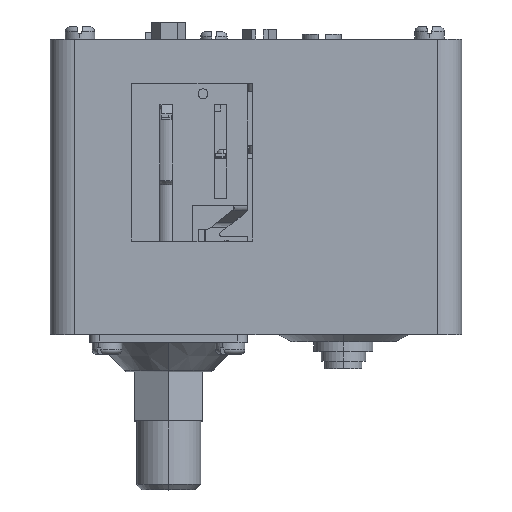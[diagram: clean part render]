
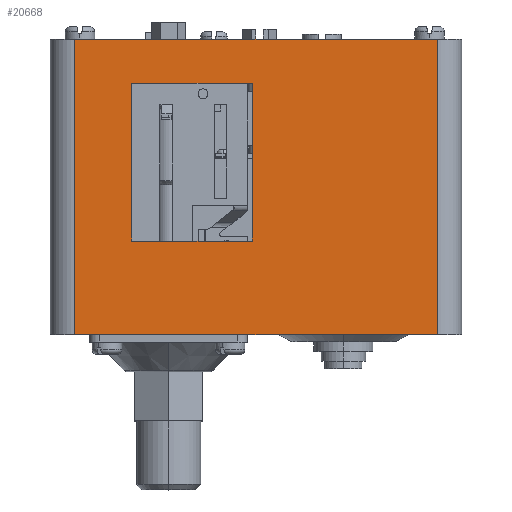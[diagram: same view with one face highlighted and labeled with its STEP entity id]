
A CAD part, top view. The second image highlights one B-rep face of the part: STEP entity #20668.
In plain terms, the highlighted face is planar.
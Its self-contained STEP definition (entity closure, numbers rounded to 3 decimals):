
#215 = CARTESIAN_POINT ( 'NONE',  ( 25.25, -11., 0. ) ) ;
#1036 = PLANE ( 'NONE',  #24936 ) ;
#1187 = CARTESIAN_POINT ( 'NONE',  ( 0.75, 21., 0. ) ) ;
#1560 = VECTOR ( 'NONE', #5990, 1000. ) ;
#2275 = DIRECTION ( 'NONE',  ( 0., -1., 0. ) ) ;
#2977 = ORIENTED_EDGE ( 'NONE', *, *, #11294, .F. ) ;
#2990 = EDGE_LOOP ( 'NONE', ( #20739, #15838, #24434, #6398 ) ) ;
#3013 = CARTESIAN_POINT ( 'NONE',  ( 25.25, -11., 0. ) ) ;
#3033 = VERTEX_POINT ( 'NONE', #19894 ) ;
#3359 = DIRECTION ( 'NONE',  ( -1., 0., 0. ) ) ;
#3835 = CARTESIAN_POINT ( 'NONE',  ( 36.75, -30., 0. ) ) ;
#4409 = VECTOR ( 'NONE', #10627, 1000. ) ;
#4711 = EDGE_CURVE ( 'NONE', #3033, #12978, #18786, .T. ) ;
#5253 = CARTESIAN_POINT ( 'NONE',  ( -36.75, 30., 0. ) ) ;
#5835 = LINE ( 'NONE', #15575, #4409 ) ;
#5990 = DIRECTION ( 'NONE',  ( -1., 0., 0. ) ) ;
#6398 = ORIENTED_EDGE ( 'NONE', *, *, #10076, .T. ) ;
#6674 = ORIENTED_EDGE ( 'NONE', *, *, #18929, .F. ) ;
#7400 = EDGE_CURVE ( 'NONE', #7890, #3033, #16240, .T. ) ;
#7762 = ORIENTED_EDGE ( 'NONE', *, *, #21542, .T. ) ;
#7769 = VERTEX_POINT ( 'NONE', #5253 ) ;
#7890 = VERTEX_POINT ( 'NONE', #1187 ) ;
#8731 = DIRECTION ( 'NONE',  ( 0., 1., 0. ) ) ;
#9059 = DIRECTION ( 'NONE',  ( 1., 0., 0. ) ) ;
#9598 = VERTEX_POINT ( 'NONE', #23100 ) ;
#10076 = EDGE_CURVE ( 'NONE', #9598, #7890, #19345, .T. ) ;
#10313 = VERTEX_POINT ( 'NONE', #17500 ) ;
#10616 = VECTOR ( 'NONE', #22624, 1000. ) ;
#10627 = DIRECTION ( 'NONE',  ( 1., 0., 0. ) ) ;
#11294 = EDGE_CURVE ( 'NONE', #10313, #7769, #18189, .T. ) ;
#11848 = ORIENTED_EDGE ( 'NONE', *, *, #29086, .T. ) ;
#12055 = VERTEX_POINT ( 'NONE', #3835 ) ;
#12362 = FACE_OUTER_BOUND ( 'NONE', #16540, .T. ) ;
#12659 = CARTESIAN_POINT ( 'NONE',  ( 41.75, 30., 0. ) ) ;
#12671 = VECTOR ( 'NONE', #9059, 1000. ) ;
#12760 = CARTESIAN_POINT ( 'NONE',  ( 0.75, -11., 0. ) ) ;
#12978 = VERTEX_POINT ( 'NONE', #215 ) ;
#14053 = CARTESIAN_POINT ( 'NONE',  ( 0.75, 21., 0. ) ) ;
#14175 = CARTESIAN_POINT ( 'NONE',  ( -36.75, 30., 0. ) ) ;
#15575 = CARTESIAN_POINT ( 'NONE',  ( -41.75, -30., 0. ) ) ;
#15838 = ORIENTED_EDGE ( 'NONE', *, *, #4711, .T. ) ;
#16240 = LINE ( 'NONE', #24703, #21631 ) ;
#16269 = EDGE_CURVE ( 'NONE', #12978, #9598, #18517, .T. ) ;
#16459 = DIRECTION ( 'NONE',  ( 0., 1., 0. ) ) ;
#16540 = EDGE_LOOP ( 'NONE', ( #6674, #11848, #2977, #7762 ) ) ;
#17500 = CARTESIAN_POINT ( 'NONE',  ( 36.75, 30., 0. ) ) ;
#18189 = LINE ( 'NONE', #22731, #10616 ) ;
#18517 = LINE ( 'NONE', #3013, #23951 ) ;
#18786 = LINE ( 'NONE', #12760, #12671 ) ;
#18929 = EDGE_CURVE ( 'NONE', #28623, #12055, #5835, .T. ) ;
#19206 = FACE_BOUND ( 'NONE', #2990, .T. ) ;
#19345 = LINE ( 'NONE', #14053, #1560 ) ;
#19894 = CARTESIAN_POINT ( 'NONE',  ( 0.75, -11., 0. ) ) ;
#20610 = VECTOR ( 'NONE', #2275, 1000. ) ;
#20668 = ADVANCED_FACE ( 'NONE', ( #19206, #12362 ), #1036, .T. ) ;
#20739 = ORIENTED_EDGE ( 'NONE', *, *, #7400, .T. ) ;
#21146 = VECTOR ( 'NONE', #16459, 1000. ) ;
#21542 = EDGE_CURVE ( 'NONE', #10313, #12055, #26833, .T. ) ;
#21631 = VECTOR ( 'NONE', #25396, 1000. ) ;
#22591 = LINE ( 'NONE', #14175, #21146 ) ;
#22624 = DIRECTION ( 'NONE',  ( -1., 0., 0. ) ) ;
#22731 = CARTESIAN_POINT ( 'NONE',  ( -41.75, 30., 0. ) ) ;
#23100 = CARTESIAN_POINT ( 'NONE',  ( 25.25, 21., 0. ) ) ;
#23849 = CARTESIAN_POINT ( 'NONE',  ( -36.75, -30., 0. ) ) ;
#23951 = VECTOR ( 'NONE', #8731, 1000. ) ;
#24434 = ORIENTED_EDGE ( 'NONE', *, *, #16269, .T. ) ;
#24703 = CARTESIAN_POINT ( 'NONE',  ( 0.75, -11., 0. ) ) ;
#24936 = AXIS2_PLACEMENT_3D ( 'NONE', #12659, #26542, #3359 ) ;
#25396 = DIRECTION ( 'NONE',  ( 0., -1., 0. ) ) ;
#25420 = CARTESIAN_POINT ( 'NONE',  ( 36.75, -30., 0. ) ) ;
#26542 = DIRECTION ( 'NONE',  ( 0., 0., -1. ) ) ;
#26833 = LINE ( 'NONE', #25420, #20610 ) ;
#28623 = VERTEX_POINT ( 'NONE', #23849 ) ;
#29086 = EDGE_CURVE ( 'NONE', #28623, #7769, #22591, .T. ) ;
